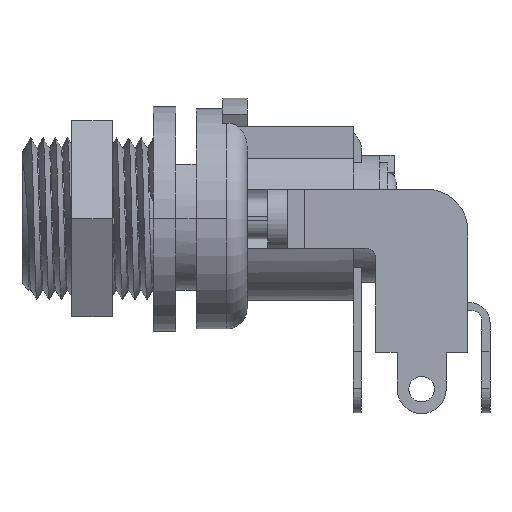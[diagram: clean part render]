
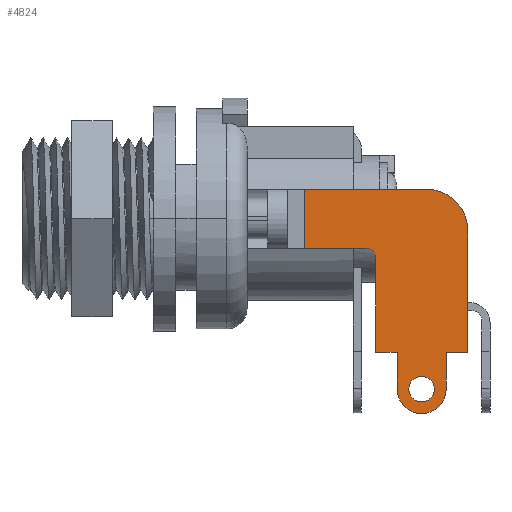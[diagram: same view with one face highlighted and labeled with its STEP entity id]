
A CAD part, left-side view. The second image highlights one B-rep face of the part: STEP entity #4824.
In plain terms, the highlighted planar face has unit normal (-1, 0, 0).
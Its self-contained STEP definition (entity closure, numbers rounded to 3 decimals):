
#700=DIRECTION('',(0.,-1.,0.));
#701=VECTOR('',#700,3.);
#702=CARTESIAN_POINT('',(-5.05,-2.8,-1.45));
#703=LINE('',#702,#701);
#704=CARTESIAN_POINT('',(-5.05,-5.8,-1.95));
#705=DIRECTION('',(1.,0.,0.));
#706=DIRECTION('',(0.,0.,1.));
#707=AXIS2_PLACEMENT_3D('',#704,#705,#706);
#714=CARTESIAN_POINT('',(-5.05,-8.55,-8.35));
#715=DIRECTION('',(-1.,0.,0.));
#716=DIRECTION('',(0.,-1.,0.));
#717=AXIS2_PLACEMENT_3D('',#714,#715,#716);
#719=CARTESIAN_POINT('',(-5.05,-8.55,-8.35));
#720=DIRECTION('',(-1.,0.,0.));
#721=DIRECTION('',(0.,1.,0.));
#722=AXIS2_PLACEMENT_3D('',#719,#720,#721);
#724=DIRECTION('',(0.,0.,1.));
#725=VECTOR('',#724,2.9);
#726=CARTESIAN_POINT('',(-5.05,-2.8,-1.45));
#727=LINE('',#726,#725);
#728=CARTESIAN_POINT('',(-5.05,-8.8,-0.55));
#729=DIRECTION('',(-1.,0.,0.));
#730=DIRECTION('',(0.,-1.,0.));
#731=AXIS2_PLACEMENT_3D('',#728,#729,#730);
#733=DIRECTION('',(0.,0.,-1.));
#734=VECTOR('',#733,1.8);
#735=CARTESIAN_POINT('',(-5.05,-9.75,-6.55));
#736=LINE('',#735,#734);
#737=CARTESIAN_POINT('',(-5.05,-8.55,-8.35));
#738=DIRECTION('',(1.,0.,0.));
#739=DIRECTION('',(0.,-1.,0.));
#740=AXIS2_PLACEMENT_3D('',#737,#738,#739);
#786=DIRECTION('',(0.,0.,-1.));
#787=VECTOR('',#786,4.6);
#788=CARTESIAN_POINT('',(-5.05,-6.3,-1.95));
#789=LINE('',#788,#787);
#802=DIRECTION('',(0.,1.,0.));
#803=VECTOR('',#802,1.05);
#804=CARTESIAN_POINT('',(-5.05,-7.35,-6.55));
#805=LINE('',#804,#803);
#810=DIRECTION('',(0.,1.,0.));
#811=VECTOR('',#810,1.05);
#812=CARTESIAN_POINT('',(-5.05,-10.8,-6.55));
#813=LINE('',#812,#811);
#826=DIRECTION('',(0.,0.,-1.));
#827=VECTOR('',#826,1.8);
#828=CARTESIAN_POINT('',(-5.05,-7.35,-6.55));
#829=LINE('',#828,#827);
#846=DIRECTION('',(0.,0.,1.));
#847=VECTOR('',#846,6.);
#848=CARTESIAN_POINT('',(-5.05,-10.8,-6.55));
#849=LINE('',#848,#847);
#854=DIRECTION('',(0.,1.,0.));
#855=VECTOR('',#854,6.);
#856=CARTESIAN_POINT('',(-5.05,-8.8,1.45));
#857=LINE('',#856,#855);
#3738=CARTESIAN_POINT('',(-5.05,-2.8,-1.45));
#3739=CARTESIAN_POINT('',(-5.05,-2.8,1.45));
#3740=VERTEX_POINT('',#3738);
#3741=VERTEX_POINT('',#3739);
#3758=CARTESIAN_POINT('',(-5.05,-6.3,-6.55));
#3760=VERTEX_POINT('',#3758);
#3763=CARTESIAN_POINT('',(-5.05,-10.8,-6.55));
#3765=VERTEX_POINT('',#3763);
#3767=CARTESIAN_POINT('',(-5.05,-7.35,-6.55));
#3769=VERTEX_POINT('',#3767);
#3771=CARTESIAN_POINT('',(-5.05,-9.75,-6.55));
#3773=VERTEX_POINT('',#3771);
#3774=CARTESIAN_POINT('',(-5.05,-10.8,-0.55));
#3775=CARTESIAN_POINT('',(-5.05,-8.8,1.45));
#3776=VERTEX_POINT('',#3774);
#3777=VERTEX_POINT('',#3775);
#3802=CARTESIAN_POINT('',(-5.05,-7.35,-8.35));
#3803=VERTEX_POINT('',#3802);
#3804=CARTESIAN_POINT('',(-5.05,-9.75,-8.35));
#3805=VERTEX_POINT('',#3804);
#3838=CARTESIAN_POINT('',(-5.05,-9.175,-8.35));
#3839=CARTESIAN_POINT('',(-5.05,-7.925,-8.35));
#3840=VERTEX_POINT('',#3838);
#3841=VERTEX_POINT('',#3839);
#3846=CARTESIAN_POINT('',(-5.05,-5.8,-1.45));
#3848=VERTEX_POINT('',#3846);
#3850=CARTESIAN_POINT('',(-5.05,-6.3,-1.95));
#3852=VERTEX_POINT('',#3850);
#4790=CARTESIAN_POINT('',(-5.05,0.,0.));
#4791=DIRECTION('',(1.,0.,0.));
#4792=DIRECTION('',(0.,0.,1.));
#4793=AXIS2_PLACEMENT_3D('',#4790,#4791,#4792);
#4794=PLANE('',#4793);
#4796=ORIENTED_EDGE('',*,*,#4795,.F.);
#4797=ORIENTED_EDGE('',*,*,#4781,.F.);
#4798=ORIENTED_EDGE('',*,*,#4770,.F.);
#4799=ORIENTED_EDGE('',*,*,#4678,.T.);
#4801=ORIENTED_EDGE('',*,*,#4800,.F.);
#4803=ORIENTED_EDGE('',*,*,#4802,.F.);
#4805=ORIENTED_EDGE('',*,*,#4804,.F.);
#4807=ORIENTED_EDGE('',*,*,#4806,.T.);
#4809=ORIENTED_EDGE('',*,*,#4808,.T.);
#4811=ORIENTED_EDGE('',*,*,#4810,.T.);
#4813=ORIENTED_EDGE('',*,*,#4812,.F.);
#4815=ORIENTED_EDGE('',*,*,#4814,.T.);
#4816=EDGE_LOOP('',(#4796,#4797,#4798,#4799,#4801,#4803,#4805,#4807,#4809,#4811,
#4813,#4815));
#4817=FACE_OUTER_BOUND('',#4816,.F.);
#4819=ORIENTED_EDGE('',*,*,#4818,.T.);
#4821=ORIENTED_EDGE('',*,*,#4820,.T.);
#4822=EDGE_LOOP('',(#4819,#4821));
#4823=FACE_BOUND('',#4822,.F.);
#4824=ADVANCED_FACE('',(#4817,#4823),#4794,.F.);
#708=CIRCLE('',#707,0.5);
#718=CIRCLE('',#717,0.625);
#723=CIRCLE('',#722,0.625);
#732=CIRCLE('',#731,2.);
#741=CIRCLE('',#740,1.2);
#4678=EDGE_CURVE('',#3740,#3741,#727,.T.);
#4770=EDGE_CURVE('',#3740,#3848,#703,.T.);
#4781=EDGE_CURVE('',#3848,#3852,#708,.T.);
#4795=EDGE_CURVE('',#3852,#3760,#789,.T.);
#4800=EDGE_CURVE('',#3777,#3741,#857,.T.);
#4802=EDGE_CURVE('',#3776,#3777,#732,.T.);
#4804=EDGE_CURVE('',#3765,#3776,#849,.T.);
#4806=EDGE_CURVE('',#3765,#3773,#813,.T.);
#4808=EDGE_CURVE('',#3773,#3805,#736,.T.);
#4810=EDGE_CURVE('',#3805,#3803,#741,.T.);
#4812=EDGE_CURVE('',#3769,#3803,#829,.T.);
#4814=EDGE_CURVE('',#3769,#3760,#805,.T.);
#4818=EDGE_CURVE('',#3840,#3841,#718,.T.);
#4820=EDGE_CURVE('',#3841,#3840,#723,.T.);
